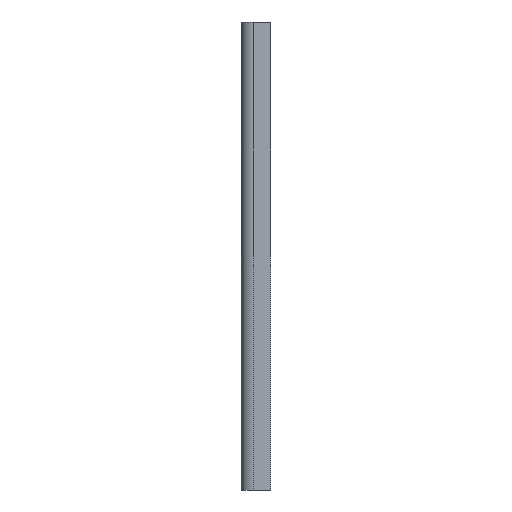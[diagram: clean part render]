
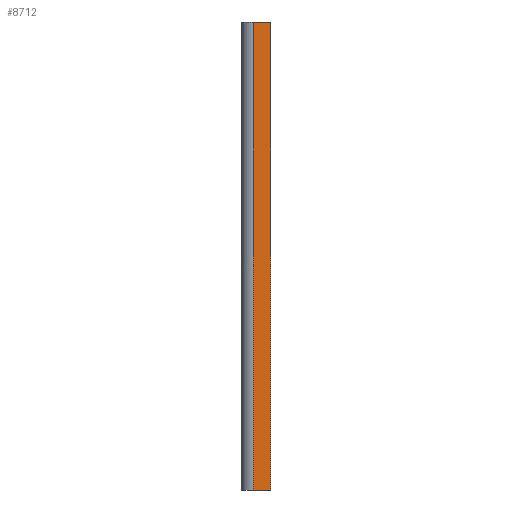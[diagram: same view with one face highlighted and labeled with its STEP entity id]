
A CAD part, left-side view. The second image highlights one B-rep face of the part: STEP entity #8712.
In plain terms, the highlighted planar face has unit normal (-1, 0, 0).
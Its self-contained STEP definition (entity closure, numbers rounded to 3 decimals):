
#580=FACE_OUTER_BOUND('',#1167,.T.);
#1167=EDGE_LOOP('',(#7541,#7542,#7543,#7544));
#2266=LINE('',#13299,#3434);
#2270=LINE('',#13309,#3438);
#2276=LINE('',#13325,#3444);
#2278=LINE('',#13328,#3446);
#3434=VECTOR('',#10889,10.);
#3438=VECTOR('',#10899,2.88);
#3444=VECTOR('',#10917,10.);
#3446=VECTOR('',#10921,10.);
#4316=VERTEX_POINT('',#13297);
#4317=VERTEX_POINT('',#13298);
#4320=VERTEX_POINT('',#13307);
#4324=VERTEX_POINT('',#13324);
#5412=EDGE_CURVE('',#4316,#4317,#2266,.T.);
#5418=EDGE_CURVE('',#4317,#4320,#2270,.T.);
#5426=EDGE_CURVE('',#4324,#4316,#2276,.T.);
#5428=EDGE_CURVE('',#4320,#4324,#2278,.T.);
#7541=ORIENTED_EDGE('',*,*,#5412,.T.);
#7542=ORIENTED_EDGE('',*,*,#5418,.T.);
#7543=ORIENTED_EDGE('',*,*,#5428,.T.);
#7544=ORIENTED_EDGE('',*,*,#5426,.T.);
#8310=PLANE('',#9157);
#8712=ADVANCED_FACE('',(#580),#8310,.T.);
#9157=AXIS2_PLACEMENT_3D('',#13331,#10925,#10926);
#10889=DIRECTION('',(0.,0.,-1.));
#10899=DIRECTION('',(0.,-1.,0.));
#10917=DIRECTION('',(0.,1.,0.));
#10921=DIRECTION('',(0.,0.,1.));
#10925=DIRECTION('center_axis',(-1.,0.,0.));
#10926=DIRECTION('ref_axis',(0.,0.,
1.));
#13297=CARTESIAN_POINT('',(0.,-2.,0.));
#13298=CARTESIAN_POINT('',(0.,-2.,-158.));
#13299=CARTESIAN_POINT('',(0.,-2.,-79.));
#13307=CARTESIAN_POINT('',(0.,-8.,-158.));
#13309=CARTESIAN_POINT('',(0.,7.048,-158.));
#13324=CARTESIAN_POINT('',(0.,-8.,0.));
#13325=CARTESIAN_POINT('',(0.,-2.,0.));
#13328=CARTESIAN_POINT('',(0.,-8.,0.));
#13331=CARTESIAN_POINT('Origin',(0.,-2.738,
-79.));
